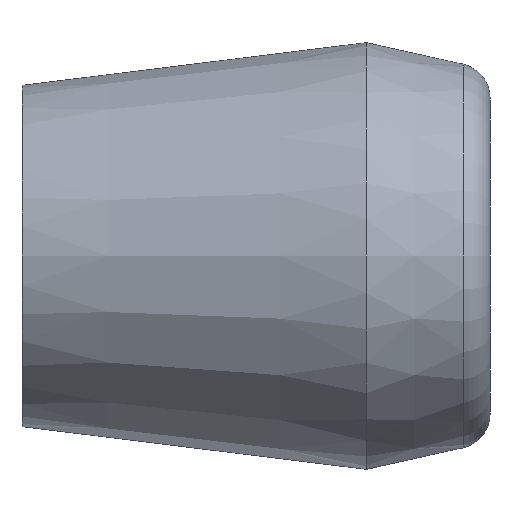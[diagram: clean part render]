
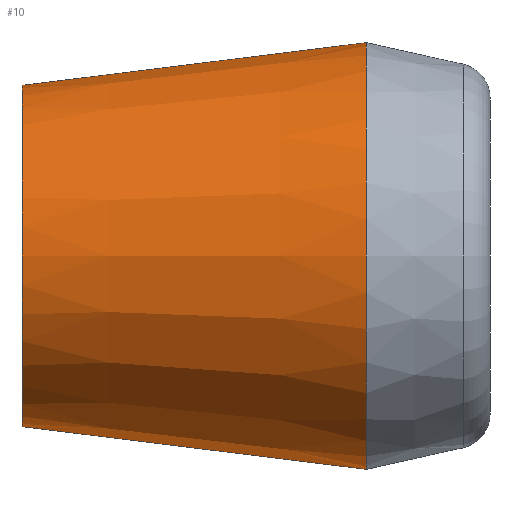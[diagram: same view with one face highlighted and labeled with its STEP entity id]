
A CAD part, left-side view. The second image highlights one B-rep face of the part: STEP entity #10.
In plain terms, the highlighted conical face has half-angle 7.069 degrees and reference radius 12.4 mm.
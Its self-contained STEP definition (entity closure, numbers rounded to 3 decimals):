
#10 = ADVANCED_FACE ( 'NONE', ( #300 ), #232, .T. ) ;
#21 = EDGE_CURVE ( 'NONE', #333, #328, #314, .T. ) ;
#23 = EDGE_CURVE ( 'NONE', #267, #326, #284, .T. ) ;
#31 = EDGE_CURVE ( 'NONE', #326, #328, #195, .T. ) ;
#39 = EDGE_CURVE ( 'NONE', #267, #333, #198, .T. ) ;
#56 = CARTESIAN_POINT ( 'NONE',  ( 0., 25., 0. ) ) ;
#60 = DIRECTION ( 'NONE',  ( 0., -0.992, -0.123 ) ) ;
#61 = CARTESIAN_POINT ( 'NONE',  ( 0., 25., -12.4 ) ) ;
#69 = DIRECTION ( 'NONE',  ( 0., -0.992, 0.123 ) ) ;
#70 = DIRECTION ( 'NONE',  ( 0., 1., 0. ) ) ;
#73 = CARTESIAN_POINT ( 'NONE',  ( 0., 0., 15.5 ) ) ;
#74 = CARTESIAN_POINT ( 'NONE',  ( 0., 25., 12.4 ) ) ;
#112 = CARTESIAN_POINT ( 'NONE',  ( 0., 0., -15.5 ) ) ;
#127 = DIRECTION ( 'NONE',  ( 0., 0., -1. ) ) ;
#128 = DIRECTION ( 'NONE',  ( 0., -1., 0. ) ) ;
#129 = CARTESIAN_POINT ( 'NONE',  ( 0., 25., 0. ) ) ;
#132 = CARTESIAN_POINT ( 'NONE',  ( 0., 0., 0. ) ) ;
#137 = CARTESIAN_POINT ( 'NONE',  ( 0., 25., -12.4 ) ) ;
#141 = DIRECTION ( 'NONE',  ( 0., 0., 1. ) ) ;
#145 = DIRECTION ( 'NONE',  ( 0., 0., 1. ) ) ;
#157 = CARTESIAN_POINT ( 'NONE',  ( 0., 25., 12.4 ) ) ;
#158 = DIRECTION ( 'NONE',  ( 0., 1., 0. ) ) ;
#172 = AXIS2_PLACEMENT_3D ( 'NONE', #56, #158, #141 ) ;
#195 = CIRCLE ( 'NONE', #200, 15.5 ) ;
#197 = VECTOR ( 'NONE', #69, 1000. ) ;
#198 = CIRCLE ( 'NONE', #172, 12.4 ) ;
#200 = AXIS2_PLACEMENT_3D ( 'NONE', #132, #70, #145 ) ;
#208 = VECTOR ( 'NONE', #60, 1000. ) ;
#227 = AXIS2_PLACEMENT_3D ( 'NONE', #129, #128, #127 ) ;
#232 = CONICAL_SURFACE ( 'NONE', #227, 12.4, 0.123 ) ;
#242 = ORIENTED_EDGE ( 'NONE', *, *, #31, .T. ) ;
#259 = ORIENTED_EDGE ( 'NONE', *, *, #21, .F. ) ;
#267 = VERTEX_POINT ( 'NONE', #137 ) ;
#269 = ORIENTED_EDGE ( 'NONE', *, *, #39, .F. ) ;
#284 = LINE ( 'NONE', #61, #208 ) ;
#300 = FACE_OUTER_BOUND ( 'NONE', #340, .T. ) ;
#314 = LINE ( 'NONE', #74, #197 ) ;
#324 = ORIENTED_EDGE ( 'NONE', *, *, #23, .T. ) ;
#326 = VERTEX_POINT ( 'NONE', #112 ) ;
#328 = VERTEX_POINT ( 'NONE', #73 ) ;
#333 = VERTEX_POINT ( 'NONE', #157 ) ;
#340 = EDGE_LOOP ( 'NONE', ( #259, #269, #324, #242 ) ) ;
